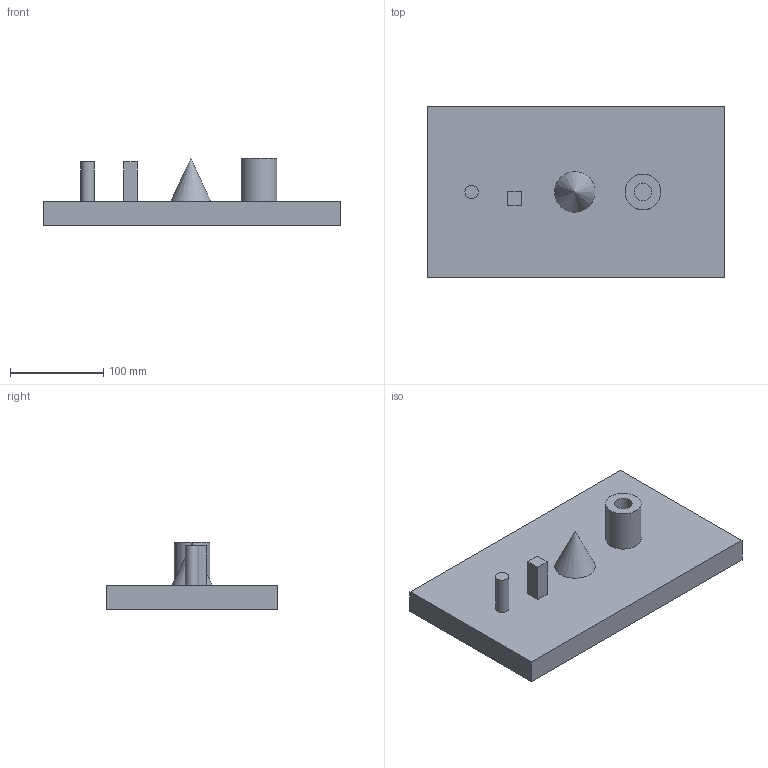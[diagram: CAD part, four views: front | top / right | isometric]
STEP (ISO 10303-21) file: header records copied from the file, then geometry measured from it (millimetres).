
FILE_DESCRIPTION( ('This file contains a STEP AP42 implementation' ,'as created by ZW3D STEP Interface translator.') ,'2;1' );
FILE_NAME( 'boss001.stp' ,'241024.111327', (''), ('ZWCAD Software Co.'), 'Version 1.0', 'ZW3D to STEP translator', '' );
FILE_SCHEMA(('AUTOMOTIVE_DESIGN { 1 0 10303 214 1 1 1 1 }'));
Length unit declared in the file: millimetre
Products named in the file (2): 0; 錨璃002
Bounding box: 319 x 184 x 72.23 mm (x, y, z)
Volume: 1610810.7 mm3; surface area: 156965.2 mm2
Topology: 1 solids, 1 shells, 18 faces, 53 edges, 58 vertices
Faces by surface type: plane 14, cylinder 3, cone 1
Full cylindrical faces by diameter (mm): 14.3 x1, 19.13 x1, 38.261 x1
Entity records: 619 total; most frequent: DIRECTION 97, CARTESIAN_POINT 95, ORIENTED_EDGE 70, VECTOR 45, LINE 45, EDGE_CURVE 35, AXIS2_PLACEMENT_3D 26, VERTEX_POINT 24
